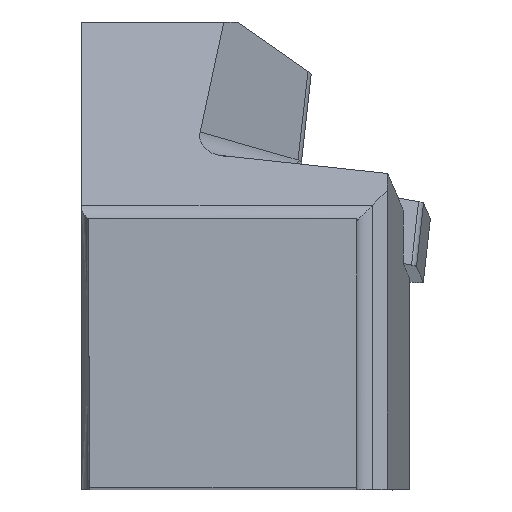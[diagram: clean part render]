
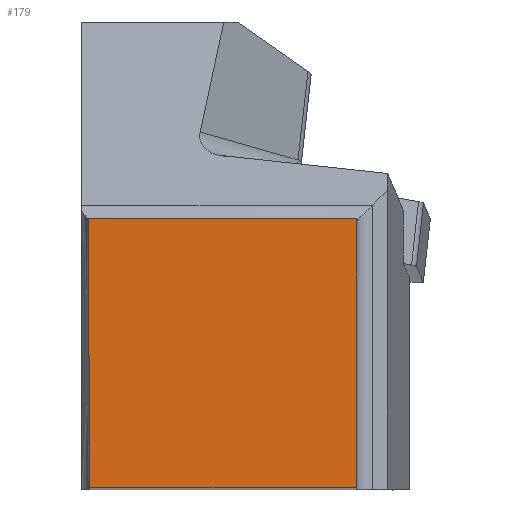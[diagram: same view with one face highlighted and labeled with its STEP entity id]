
A CAD part, top view. The second image highlights one B-rep face of the part: STEP entity #179.
In plain terms, the highlighted planar face has unit normal (0, 0, 1).
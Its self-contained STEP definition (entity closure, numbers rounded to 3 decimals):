
#136=FACE_OUTER_BOUND('',#430,.T.);
#179=ADVANCED_FACE('SHANK_FACE_BACK',(#136),#218,.F.);
#218=PLANE('',#1006);
#282=LINE('',#1502,#364);
#293=LINE('',#1540,#375);
#294=LINE('',#1542,#376);
#295=LINE('',#1544,#377);
#364=VECTOR('',#1173,1.);
#375=VECTOR('',#1200,1.);
#376=VECTOR('',#1201,1.);
#377=VECTOR('',#1202,1.);
#430=EDGE_LOOP('',(#584,#585,#586,#587));
#584=ORIENTED_EDGE('',*,*,#842,.F.);
#585=ORIENTED_EDGE('',*,*,#827,.T.);
#586=ORIENTED_EDGE('',*,*,#843,.T.);
#587=ORIENTED_EDGE('',*,*,#844,.F.);
#734=VERTEX_POINT('',#1501);
#735=VERTEX_POINT('',#1503);
#744=VERTEX_POINT('',#1541);
#745=VERTEX_POINT('',#1543);
#827=EDGE_CURVE('',#735,#734,#282,.T.);
#842=EDGE_CURVE('',#735,#744,#293,.T.);
#843=EDGE_CURVE('',#734,#745,#294,.T.);
#844=EDGE_CURVE('',#744,#745,#295,.T.);
#1006=AXIS2_PLACEMENT_3D('',#1545,#1203,#1204);
#1173=DIRECTION('',(1.,0.,0.));
#1200=DIRECTION('',(-0.004,1.,0.));
#1201=DIRECTION('',(0.,1.,0.));
#1202=DIRECTION('',(1.,0.,0.));
#1203=DIRECTION('',(0.,0.,-1.));
#1204=DIRECTION('',(-0.994,0.111,0.));
#1501=CARTESIAN_POINT('',(19.875,0.,0.));
#1502=CARTESIAN_POINT('',(-1.544,0.,0.));
#1503=CARTESIAN_POINT('',(0.087,0.,0.));
#1540=CARTESIAN_POINT('',(0.689,-137.944,0.));
#1541=CARTESIAN_POINT('',(0.,19.875,0.));
#1542=CARTESIAN_POINT('',(19.875,-6.494,0.));
#1543=CARTESIAN_POINT('',(19.875,19.875,0.));
#1544=CARTESIAN_POINT('',(-1.544,19.875,0.));
#1545=CARTESIAN_POINT('',(0.,0.,0.));
